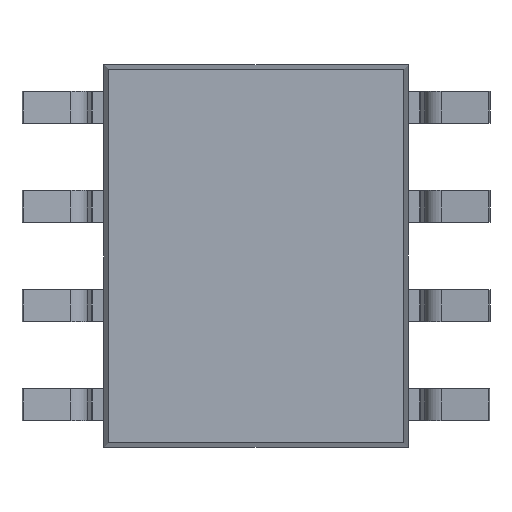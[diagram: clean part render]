
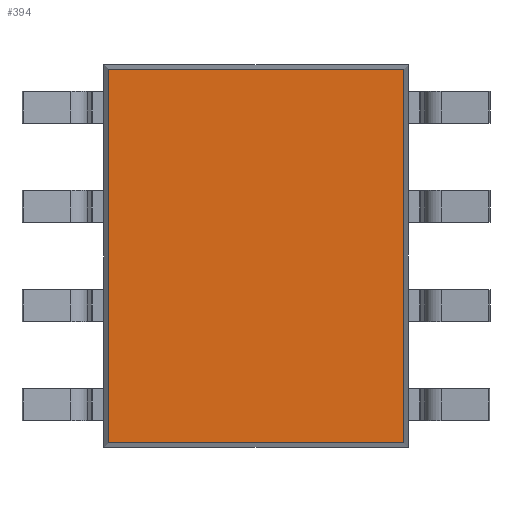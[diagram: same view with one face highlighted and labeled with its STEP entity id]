
A CAD part, front view. The second image highlights one B-rep face of the part: STEP entity #394.
In plain terms, the highlighted planar face has unit normal (0, -1, 0).
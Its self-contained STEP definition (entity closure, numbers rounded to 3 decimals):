
#73 = EDGE_CURVE ( 'NONE', #3948, #1243, #3132, .T. ) ;
#206 = DIRECTION ( 'NONE',  ( 0., 0., 1. ) ) ;
#347 = ORIENTED_EDGE ( 'NONE', *, *, #73, .T. ) ;
#394 = ADVANCED_FACE ( 'NONE', ( #1753 ), #3020, .T. ) ;
#398 = VECTOR ( 'NONE', #206, 1000. ) ;
#481 = VERTEX_POINT ( 'NONE', #1270 ) ;
#528 = AXIS2_PLACEMENT_3D ( 'NONE', #1809, #3058, #3078 ) ;
#615 = LINE ( 'NONE', #2849, #627 ) ;
#627 = VECTOR ( 'NONE', #3322, 1000. ) ;
#1046 = CARTESIAN_POINT ( 'NONE',  ( -1.894, 0.25, 2.394 ) ) ;
#1059 = CARTESIAN_POINT ( 'NONE',  ( -1.95, 0.25, -2.394 ) ) ;
#1072 = VECTOR ( 'NONE', #1644, 1000. ) ;
#1243 = VERTEX_POINT ( 'NONE', #1046 ) ;
#1270 = CARTESIAN_POINT ( 'NONE',  ( 1.894, 0.25, -2.394 ) ) ;
#1316 = CARTESIAN_POINT ( 'NONE',  ( -1.894, 0.25, -2.394 ) ) ;
#1421 = DIRECTION ( 'NONE',  ( 1., 0., 0. ) ) ;
#1487 = CARTESIAN_POINT ( 'NONE',  ( 1.894, 0.25, 2.394 ) ) ;
#1644 = DIRECTION ( 'NONE',  ( -1., 0., 0. ) ) ;
#1722 = EDGE_CURVE ( 'NONE', #2248, #481, #2953, .T. ) ;
#1753 = FACE_OUTER_BOUND ( 'NONE', #3770, .T. ) ;
#1781 = CARTESIAN_POINT ( 'NONE',  ( 1.894, 0.25, -2.45 ) ) ;
#1809 = CARTESIAN_POINT ( 'NONE',  ( 0., 0.25, 0. ) ) ;
#1816 = EDGE_CURVE ( 'NONE', #1243, #2248, #615, .T. ) ;
#2248 = VERTEX_POINT ( 'NONE', #1316 ) ;
#2849 = CARTESIAN_POINT ( 'NONE',  ( -1.894, 0.25, 2.45 ) ) ;
#2867 = ORIENTED_EDGE ( 'NONE', *, *, #1816, .T. ) ;
#2953 = LINE ( 'NONE', #1059, #3659 ) ;
#3020 = PLANE ( 'NONE',  #528 ) ;
#3058 = DIRECTION ( 'NONE',  ( 0., -1., 0. ) ) ;
#3078 = DIRECTION ( 'NONE',  ( 0., 0., -1. ) ) ;
#3121 = ORIENTED_EDGE ( 'NONE', *, *, #1722, .T. ) ;
#3132 = LINE ( 'NONE', #3512, #1072 ) ;
#3180 = EDGE_CURVE ( 'NONE', #481, #3948, #3358, .T. ) ;
#3322 = DIRECTION ( 'NONE',  ( 0., 0., -1. ) ) ;
#3358 = LINE ( 'NONE', #1781, #398 ) ;
#3512 = CARTESIAN_POINT ( 'NONE',  ( 1.95, 0.25, 2.394 ) ) ;
#3612 = ORIENTED_EDGE ( 'NONE', *, *, #3180, .T. ) ;
#3659 = VECTOR ( 'NONE', #1421, 1000. ) ;
#3770 = EDGE_LOOP ( 'NONE', ( #3121, #3612, #347, #2867 ) ) ;
#3948 = VERTEX_POINT ( 'NONE', #1487 ) ;
